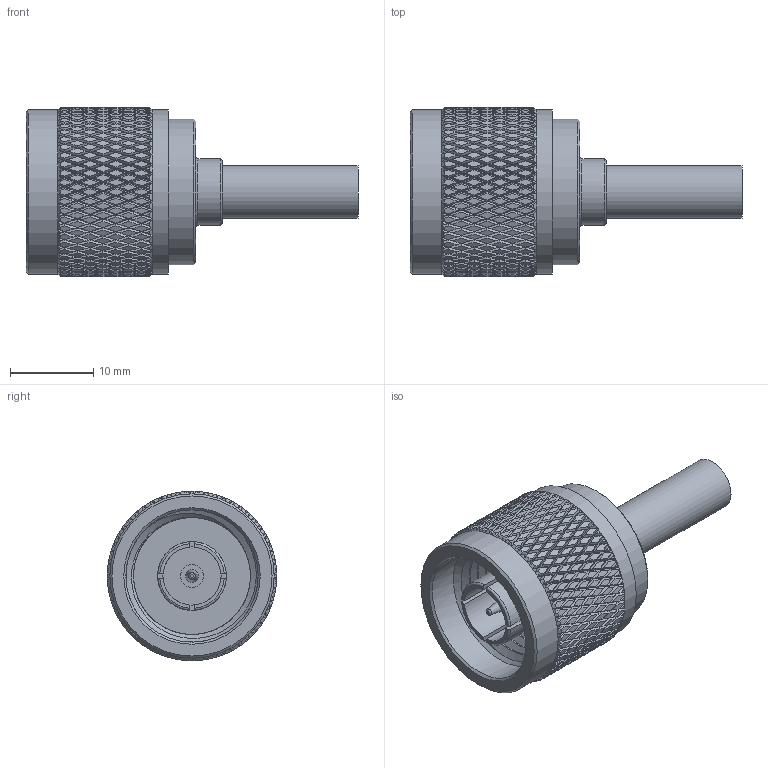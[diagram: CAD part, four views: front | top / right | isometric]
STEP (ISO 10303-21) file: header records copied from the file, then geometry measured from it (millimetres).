
FILE_DESCRIPTION (( 'STEP AP203' ), '1' );
FILE_NAME ('PE4329_3D.step', '2020-11-04T18:41:53', ( '' ), ( '' ), 'SwSTEP 2.0', 'SolidWorks 2018', '' );
FILE_SCHEMA (( 'CONFIG_CONTROL_DESIGN' ));
Products named in the file (1): PE4329_3D
Bounding box: 39.83 x 20.32 x 20.32 mm (x, y, z)
Volume: 4863.9 mm3; surface area: 4207.4 mm2
Topology: 2 solids, 2 shells, 2360 faces, 5075 edges, 2727 vertices
Faces by surface type: bspline 1795, cylinder 522, plane 28, cone 9, torus 6
Full cylindrical faces by diameter (mm): 1.524 x1, 2.794 x1, 3.048 x1, 4.368 x1, 5.283 x1, 6.35 x1, 6.985 x1, 7.96 x1, 8.255 x1, 15.875 x5, 17.499 x1, 19.715 x2
Entity records: 91337 total; most frequent: CARTESIAN_POINT 60840, ORIENTED_EDGE 10062, EDGE_CURVE 5031, VERTEX_POINT 2711, EDGE_LOOP 2388, FACE_OUTER_BOUND 2370, ADVANCED_FACE 2355, B_SPLINE_CURVE_WITH_KNOTS 2030
